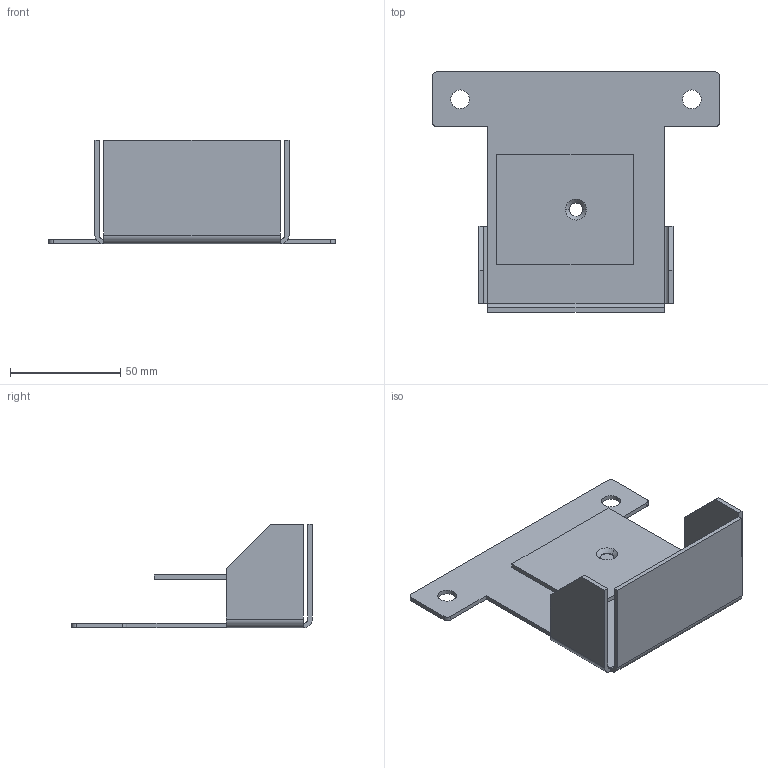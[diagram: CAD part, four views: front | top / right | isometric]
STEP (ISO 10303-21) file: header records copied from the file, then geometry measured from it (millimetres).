
FILE_DESCRIPTION (( 'STEP AP214' ), '1' );
FILE_NAME ('6940057', '2019-02-01T13:41:18', ( '' ), ('JUGARD+KÜNSTNER GmbH'), 'SwSTEP 2.0', 'SolidWorks 2017', '' );
FILE_SCHEMA (( 'AUTOMOTIVE_DESIGN' ));
Length unit declared in the file: millimetre
Products named in the file (3): Kopie von Halterung Platte 6940057^Trafost. Halterung; Kopie von 6940057^Trafost. Halterung; 6940057_CNAJF00
Assembly tree (2 placements, depth 2):
  6940057_CNAJF00
    Kopie von 6940057^Trafost. Halterung
    Kopie von Halterung Platte 6940057^Trafost. Halterung
Bounding box: 130 x 109 x 47 mm (x, y, z)
Volume: 38632.3 mm3; surface area: 40740.5 mm2
Topology: 2 solids, 2 shells, 52 faces, 130 edges, 82 vertices
Faces by surface type: plane 32, cylinder 18, cone 2
Entity records: 1666 total; most frequent: DIRECTION 282, CARTESIAN_POINT 269, ORIENTED_EDGE 260, EDGE_CURVE 130, AXIS2_PLACEMENT_3D 95, VECTOR 92, LINE 92, VERTEX_POINT 82
